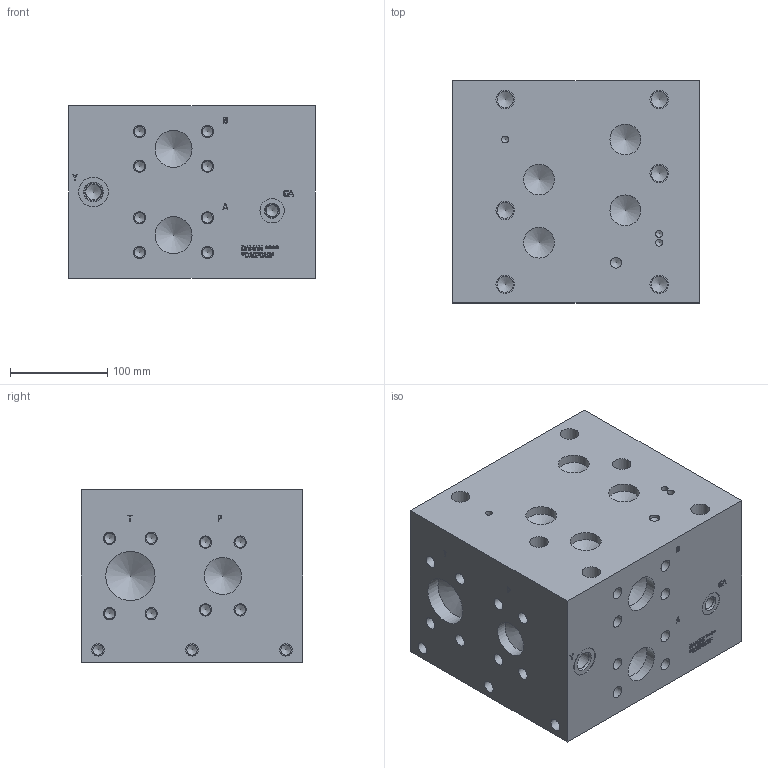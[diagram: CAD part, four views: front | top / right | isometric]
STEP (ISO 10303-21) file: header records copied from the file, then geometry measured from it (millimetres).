
FILE_DESCRIPTION(/* description */ (''),/* implementation_level */ '2;1');
FILE_NAME(/* name */ '_D10P019F.stp',/* time_stamp */ '2020-04-27T09:51:18-04:00',/* author */ ('alexanderw'),/* organization */ (''),/* preprocessor_version */ 'ST-DEVELOPER v17',/* originating_system */ 'Autodesk Inventor 2019',/* authorisation */ '');
FILE_SCHEMA (('AUTOMOTIVE_DESIGN { 1 0 10303 214 3 1 1 }'));
Length unit declared in the file: millimetre
Products named in the file (1): Part_DD10P019F_3D
Bounding box: 254 x 228.6 x 177.8 mm (x, y, z)
Volume: 9921073.2 mm3; surface area: 363655.6 mm2
Topology: 1 solids, 1 shells, 621 faces, 1704 edges, 1166 vertices
Faces by surface type: plane 354, bspline 113, cylinder 96, cone 58
Full cylindrical faces by diameter (mm): 7.137 x3, 10.719 x30, 11.1 x1, 12.294 x1, 12.7 x30, 12.9 x1, 14.275 x1, 14.529 x1, 15.875 x1, 16.662 x6, 17.501 x1, 19.05 x7, 19.253 x1, 25.019 x1, 30.632 x1, 31.75 x4, 38.1 x4, 50.8 x2
Entity records: 20609 total; most frequent: CARTESIAN_POINT 4909, ORIENTED_EDGE 3304, DIRECTION 2790, EDGE_CURVE 1652, VERTEX_POINT 1166, LINE 1080, VECTOR 1080, AXIS2_PLACEMENT_3D 855
